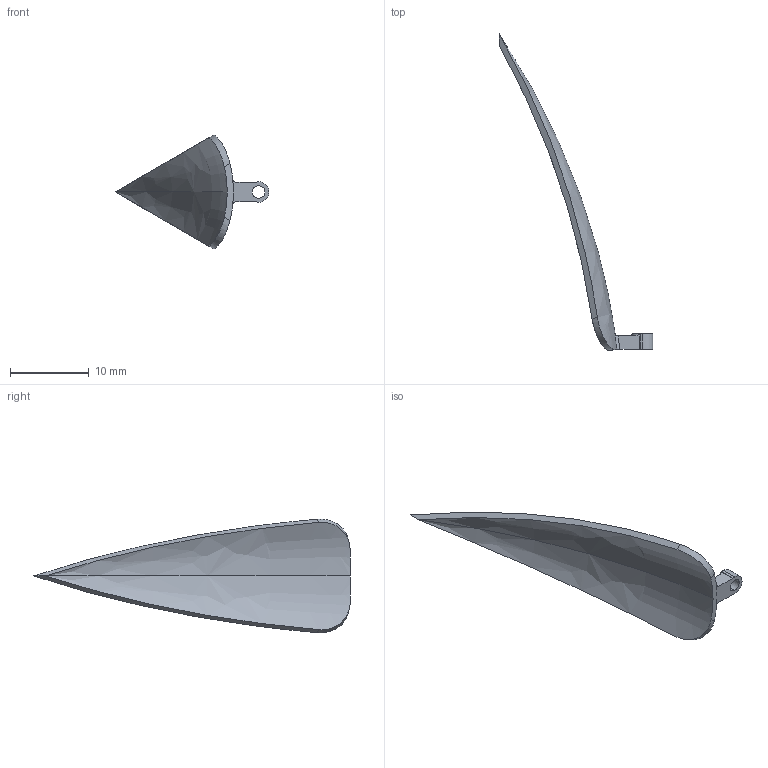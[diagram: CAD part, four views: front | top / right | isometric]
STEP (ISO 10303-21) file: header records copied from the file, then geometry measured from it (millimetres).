
FILE_DESCRIPTION (( 'STEP AP214' ), '1' );
FILE_NAME ('Leaf.STEP', '2025-04-05T20:00:17', ( '' ), ( '' ), 'SwSTEP 2.0', 'SolidWorks 2020', '' );
FILE_SCHEMA (( 'AUTOMOTIVE_DESIGN' ));
Length unit declared in the file: millimetre
Products named in the file (1): Leaf
Bounding box: 19.5 x 40.1 x 14.42 mm (x, y, z)
Volume: 322.6 mm3; surface area: 886 mm2
Topology: 1 solids, 1 shells, 25 faces, 67 edges, 40 vertices
Faces by surface type: bspline 8, cylinder 7, plane 7, torus 2, cone 1
Entity records: 1063 total; most frequent: CARTESIAN_POINT 493, ORIENTED_EDGE 126, DIRECTION 92, EDGE_CURVE 63, AXIS2_PLACEMENT_3D 40, VERTEX_POINT 40, B_SPLINE_CURVE_WITH_KNOTS 29, EDGE_LOOP 27
